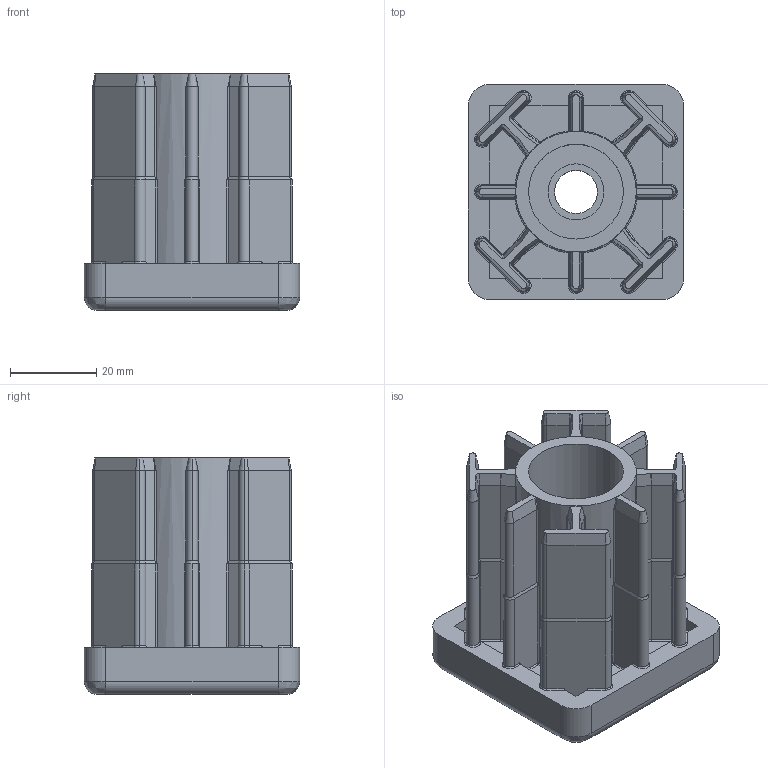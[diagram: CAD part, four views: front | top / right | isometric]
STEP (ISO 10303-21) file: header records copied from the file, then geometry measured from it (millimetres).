
FILE_DESCRIPTION (( 'STEP AP214' ), '1' );
FILE_NAME ('098v502010.STEP', '2014-09-01T12:32:36', ( '' ), ( '' ), 'SwSTEP 2.0', 'SolidWorks 2014', '' );
FILE_SCHEMA (( 'AUTOMOTIVE_DESIGN' ));
Length unit declared in the file: inch
Products named in the file (1): 098v502010
Bounding box: 50 x 50 x 55 mm (x, y, z)
Volume: 56429.6 mm3; surface area: 25117.1 mm2
Topology: 1 solids, 1 shells, 567 faces, 1353 edges, 781 vertices
Faces by surface type: plane 205, cylinder 178, cone 108, bspline 76
Entity records: 24828 total; most frequent: CARTESIAN_POINT 4912, ORIENTED_EDGE 2686, DIRECTION 2560, EDGE_CURVE 1343, AXIS2_PLACEMENT_3D 917, VERTEX_POINT 781, LINE 726, VECTOR 726
